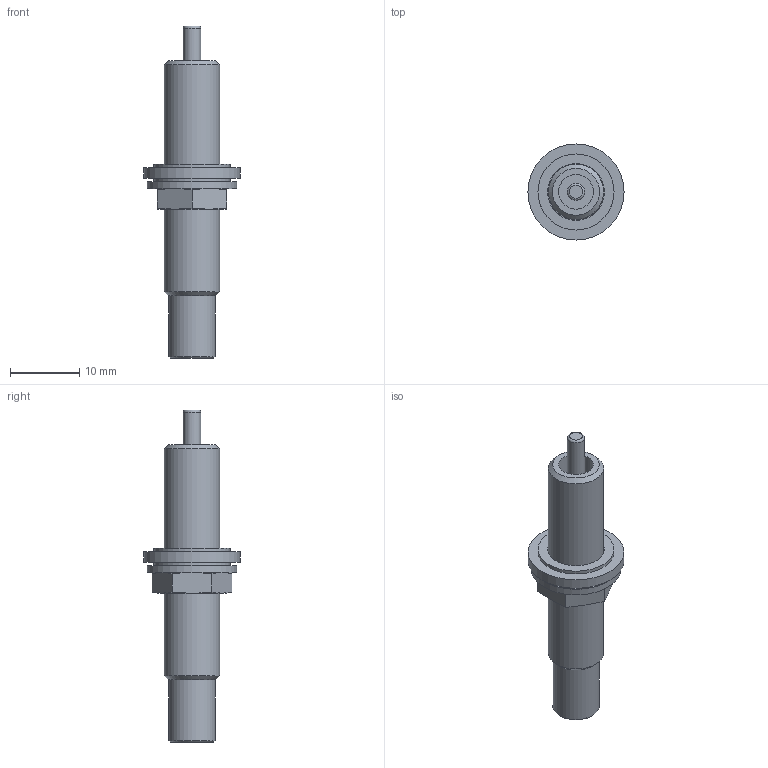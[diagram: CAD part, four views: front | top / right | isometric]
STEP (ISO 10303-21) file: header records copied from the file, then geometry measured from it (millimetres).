
FILE_DESCRIPTION(/* description */ ('STEP AP214'),/* implementation_level */ '2;1');
FILE_NAME(/* name */ '8161520_DYSD-Q11-5-5-Y1F-L-Y9',/* time_stamp */ '2024-08-23T16:17:19+02:00',/* author */ ('License CC BY-ND 4.0'),/* organization */ ('CADENAS'),/* preprocessor_version */ 'ST-DEVELOPER v19.3',/* originating_system */ 'PARTsolutions',/* authorisation */ ' ');
FILE_SCHEMA (('AUTOMOTIVE_DESIGN {1 0 10303 214 3 1 1}'));
Length unit declared in the file: millimetre
Products named in the file (5): 8161520 DYSD-Q11-5-5-Y1F-L-Y9_(5high); 8161520 DYSD-Q11-5-5-Y1F-L-Y9_5highSD; 351075; 247338; 367241 Flachmutter M8X1-3-10
Assembly tree (4 placements, depth 2):
  8161520 DYSD-Q11-5-5-Y1F-L-Y9_(5high)
    8161520 DYSD-Q11-5-5-Y1F-L-Y9_5highSD
    351075
    247338
    367241 Flachmutter M8X1-3-10
Bounding box: 13.9 x 13.9 x 48 mm (x, y, z)
Volume: 2386.8 mm3; surface area: 2114.3 mm2
Topology: 4 solids, 4 shells, 49 faces, 93 edges, 60 vertices
Faces by surface type: plane 28, cylinder 13, cone 7, torus 1
Full cylindrical faces by diameter (mm): 2.5 x1, 5 x2, 6 x1, 6.7 x1, 6.917 x1, 8 x1, 8.2 x1, 8.4 x1, 11 x2, 13 x1, 13.9 x1
Entity records: 1265 total; most frequent: CARTESIAN_POINT 222, DIRECTION 200, ORIENTED_EDGE 140, AXIS2_PLACEMENT_3D 88, EDGE_LOOP 84, FACE_BOUND 84, EDGE_CURVE 70, VERTEX_POINT 58
